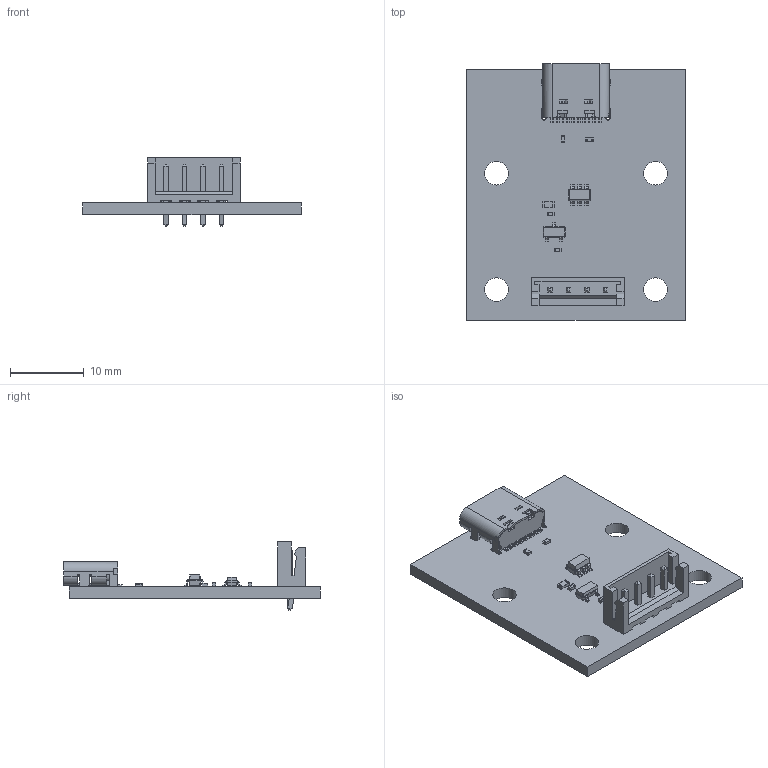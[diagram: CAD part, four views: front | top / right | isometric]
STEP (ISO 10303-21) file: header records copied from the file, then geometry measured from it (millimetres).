
FILE_DESCRIPTION(('KiCad electronic assembly'),'2;1');
FILE_NAME('usb_c_module.step','2025-06-11T12:35:15',('Pcbnew'),('Kicad') ,'Open CASCADE STEP processor 7.8','KiCad to STEP converter','Unknown' );
FILE_SCHEMA(('AUTOMOTIVE_DESIGN { 1 0 10303 214 1 1 1 1 }'));
Length unit declared in the file: millimetre
Products named in the file (16): usb_c_module 1; R_0402_1005Metric; USB_C_HRO_TYPE-C-31-M-12; TYPE-C-31-M-12; SOT-23-6; SOT_23_6; C_0402_1005Metric; JST_EH_B4B-EH-A_1x04_P2.50mm_Vertical; JST_B4B_EH_A; SOT-23; SOT_23; Fuse_0603_1608Metric; usb_c_module_PCB
Assembly tree (17 placements, depth 3):
  usb_c_module 1
    R_0402_1005Metric  x2
      R_0402_1005Metric
    USB_C_HRO_TYPE-C-31-M-12
      TYPE-C-31-M-12
    SOT-23-6
      SOT_23_6
    C_0402_1005Metric  x2
      C_0402_1005Metric
    JST_EH_B4B-EH-A_1x04_P2.50mm_Vertical
      JST_B4B_EH_A
    SOT-23
      SOT_23
    Fuse_0603_1608Metric
      Fuse_0603_1608Metric
    usb_c_module_PCB
Bounding box: 29.5 x 34.71 x 9.2 mm (x, y, z)
Volume: 1782.8 mm3; surface area: 3226.4 mm2
Topology: 51 solids, 51 shells, 1181 faces, 2931 edges, 1872 vertices
Faces by surface type: plane 882, cylinder 222, bspline 57, cone 20
Full cylindrical faces by diameter (mm): 0.65 x2, 0.95 x4, 3.2 x4
Entity records: 35923 total; most frequent: CARTESIAN_POINT 6231, ORIENTED_EDGE 5582, DIRECTION 5211, EDGE_CURVE 2791, LINE 2267, VECTOR 2267, VERTEX_POINT 1780, AXIS2_PLACEMENT_3D 1472
